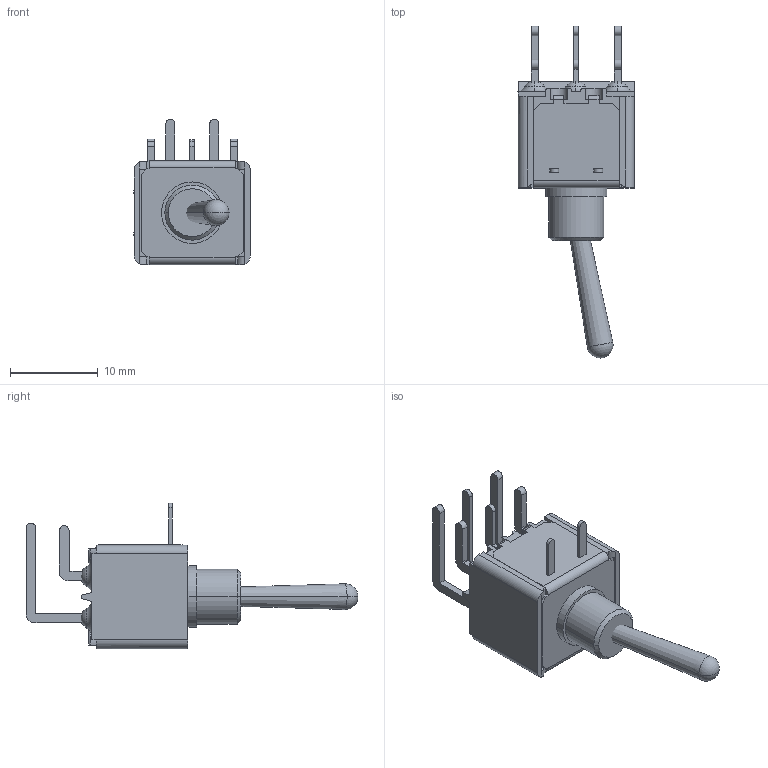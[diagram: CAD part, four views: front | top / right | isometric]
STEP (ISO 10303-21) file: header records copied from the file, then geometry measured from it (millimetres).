
FILE_DESCRIPTION((''),'2;1');
FILE_NAME('5242WCDB','2014-12-15T',('brevel'),(''),'PRO/ENGINEER BY PARAMETRIC TECHNOLOGY CORPORATION, 2013410','PRO/ENGINEER BY PARAMETRIC TECHNOLOGY CORPORATION, 2013410','');
FILE_SCHEMA(('CONFIG_CONTROL_DESIGN'));
Length unit declared in the file: millimetre
Products named in the file (1): 5242WCDB
Bounding box: 13.26 x 37.82 x 16.57 mm (x, y, z)
Surface area: 2043.9 mm2 (no closed solid volume)
Topology: 0 solids, 19 shells, 229 faces, 708 edges, 487 vertices
Faces by surface type: plane 149, cylinder 46, torus 16, sphere 14, cone 4
Entity records: 7832 total; most frequent: CARTESIAN_POINT 1561, DIRECTION 1318, ORIENTED_EDGE 1194, EDGE_CURVE 694, VECTOR 496, LINE 496, VERTEX_POINT 487, AXIS2_PLACEMENT_3D 411
